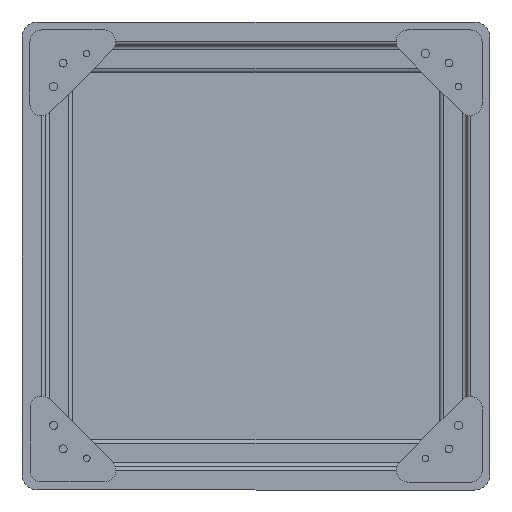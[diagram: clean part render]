
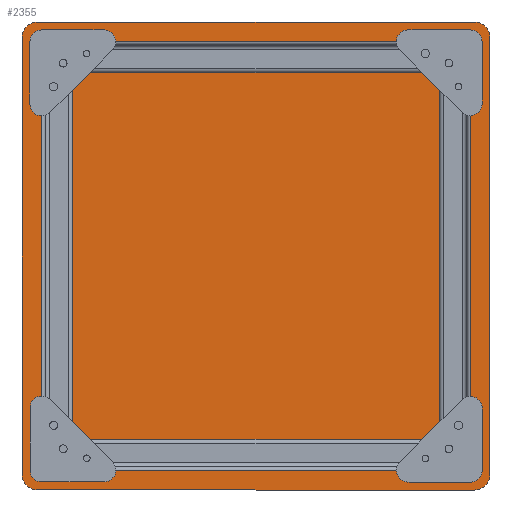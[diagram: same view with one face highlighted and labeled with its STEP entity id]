
A CAD part, front view. The second image highlights one B-rep face of the part: STEP entity #2355.
In plain terms, the highlighted planar face has unit normal (0, -1, 0).
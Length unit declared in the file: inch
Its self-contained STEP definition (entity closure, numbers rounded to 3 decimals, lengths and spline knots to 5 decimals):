
#101 = LINE ( 'NONE', #1181, #1768 ) ;
#176 = FACE_OUTER_BOUND ( 'NONE', #2413, .T. ) ;
#296 = CARTESIAN_POINT ( 'NONE',  ( 15., 0., -14. ) ) ;
#324 = CARTESIAN_POINT ( 'NONE',  ( -15., 0., 15. ) ) ;
#333 = ORIENTED_EDGE ( 'NONE', *, *, #429, .F. ) ;
#378 = CIRCLE ( 'NONE', #1999, 1. ) ;
#429 = EDGE_CURVE ( 'NONE', #1782, #2676, #633, .T. ) ;
#467 = CIRCLE ( 'NONE', #1339, 1. ) ;
#510 = AXIS2_PLACEMENT_3D ( 'NONE', #2638, #837, #2611 ) ;
#628 = EDGE_CURVE ( 'NONE', #1782, #698, #1023, .T. ) ;
#633 = LINE ( 'NONE', #2675, #1433 ) ;
#653 = VECTOR ( 'NONE', #1014, 39.37008 ) ;
#663 = ORIENTED_EDGE ( 'NONE', *, *, #2677, .F. ) ;
#698 = VERTEX_POINT ( 'NONE', #2516 ) ;
#706 = ORIENTED_EDGE ( 'NONE', *, *, #628, .T. ) ;
#746 = CARTESIAN_POINT ( 'NONE',  ( 14., 0., 14. ) ) ;
#775 = DIRECTION ( 'NONE',  ( 0., 0., 1. ) ) ;
#837 = DIRECTION ( 'NONE',  ( 0., 1., 0. ) ) ;
#852 = VERTEX_POINT ( 'NONE', #2373 ) ;
#930 = ORIENTED_EDGE ( 'NONE', *, *, #2193, .T. ) ;
#983 = DIRECTION ( 'NONE',  ( 0., -1., 0. ) ) ;
#1008 = DIRECTION ( 'NONE',  ( 0., 0., 1. ) ) ;
#1014 = DIRECTION ( 'NONE',  ( 1., 0., 0. ) ) ;
#1023 = CIRCLE ( 'NONE', #1846, 1. ) ;
#1114 = CARTESIAN_POINT ( 'NONE',  ( -14., 0., 15. ) ) ;
#1181 = CARTESIAN_POINT ( 'NONE',  ( 15., 0., -15. ) ) ;
#1185 = DIRECTION ( 'NONE',  ( 0., 0., 1. ) ) ;
#1241 = DIRECTION ( 'NONE',  ( 0., -1., 0. ) ) ;
#1263 = VERTEX_POINT ( 'NONE', #2809 ) ;
#1280 = DIRECTION ( 'NONE',  ( 0., 0., -1. ) ) ;
#1297 = AXIS2_PLACEMENT_3D ( 'NONE', #2121, #1898, #2797 ) ;
#1339 = AXIS2_PLACEMENT_3D ( 'NONE', #2360, #1241, #775 ) ;
#1369 = ORIENTED_EDGE ( 'NONE', *, *, #2837, .F. ) ;
#1400 = EDGE_CURVE ( 'NONE', #1802, #698, #1453, .T. ) ;
#1402 = DIRECTION ( 'NONE',  ( 0., 0., 1. ) ) ;
#1410 = LINE ( 'NONE', #324, #2101 ) ;
#1433 = VECTOR ( 'NONE', #1280, 39.37008 ) ;
#1447 = DIRECTION ( 'NONE',  ( 0., -1., 0. ) ) ;
#1453 = LINE ( 'NONE', #1637, #653 ) ;
#1613 = EDGE_CURVE ( 'NONE', #1891, #2676, #467, .T. ) ;
#1637 = CARTESIAN_POINT ( 'NONE',  ( 15., 0., 15. ) ) ;
#1703 = PLANE ( 'NONE',  #510 ) ;
#1723 = EDGE_CURVE ( 'NONE', #1802, #852, #378, .T. ) ;
#1768 = VECTOR ( 'NONE', #1839, 39.37008 ) ;
#1782 = VERTEX_POINT ( 'NONE', #2220 ) ;
#1802 = VERTEX_POINT ( 'NONE', #1114 ) ;
#1839 = DIRECTION ( 'NONE',  ( -1., 0., 0. ) ) ;
#1846 = AXIS2_PLACEMENT_3D ( 'NONE', #746, #983, #1402 ) ;
#1850 = ORIENTED_EDGE ( 'NONE', *, *, #1400, .F. ) ;
#1862 = CIRCLE ( 'NONE', #1297, 1. ) ;
#1891 = VERTEX_POINT ( 'NONE', #2251 ) ;
#1898 = DIRECTION ( 'NONE',  ( 0., -1., 0. ) ) ;
#1999 = AXIS2_PLACEMENT_3D ( 'NONE', #2847, #1447, #1185 ) ;
#2014 = ORIENTED_EDGE ( 'NONE', *, *, #1723, .T. ) ;
#2101 = VECTOR ( 'NONE', #1008, 39.37008 ) ;
#2121 = CARTESIAN_POINT ( 'NONE',  ( -14., 0., -14. ) ) ;
#2193 = EDGE_CURVE ( 'NONE', #2375, #1263, #1862, .T. ) ;
#2220 = CARTESIAN_POINT ( 'NONE',  ( 15., 0., 14. ) ) ;
#2251 = CARTESIAN_POINT ( 'NONE',  ( 14., 0., -15. ) ) ;
#2355 = ADVANCED_FACE ( 'NONE', ( #176 ), #1703, .F. ) ;
#2360 = CARTESIAN_POINT ( 'NONE',  ( 14., 0., -14. ) ) ;
#2373 = CARTESIAN_POINT ( 'NONE',  ( -15., 0., 14. ) ) ;
#2375 = VERTEX_POINT ( 'NONE', #2811 ) ;
#2413 = EDGE_LOOP ( 'NONE', ( #663, #2541, #333, #706, #1850, #2014, #1369, #930 ) ) ;
#2516 = CARTESIAN_POINT ( 'NONE',  ( 14., 0., 15. ) ) ;
#2541 = ORIENTED_EDGE ( 'NONE', *, *, #1613, .T. ) ;
#2611 = DIRECTION ( 'NONE',  ( 0., 0., 1. ) ) ;
#2638 = CARTESIAN_POINT ( 'NONE',  ( 0., 0., 0. ) ) ;
#2675 = CARTESIAN_POINT ( 'NONE',  ( 15., 0., 15. ) ) ;
#2676 = VERTEX_POINT ( 'NONE', #296 ) ;
#2677 = EDGE_CURVE ( 'NONE', #1891, #1263, #101, .T. ) ;
#2797 = DIRECTION ( 'NONE',  ( 0., 0., 1. ) ) ;
#2809 = CARTESIAN_POINT ( 'NONE',  ( -14., 0., -15. ) ) ;
#2811 = CARTESIAN_POINT ( 'NONE',  ( -15., 0., -14. ) ) ;
#2837 = EDGE_CURVE ( 'NONE', #2375, #852, #1410, .T. ) ;
#2847 = CARTESIAN_POINT ( 'NONE',  ( -14., 0., 14. ) ) ;
